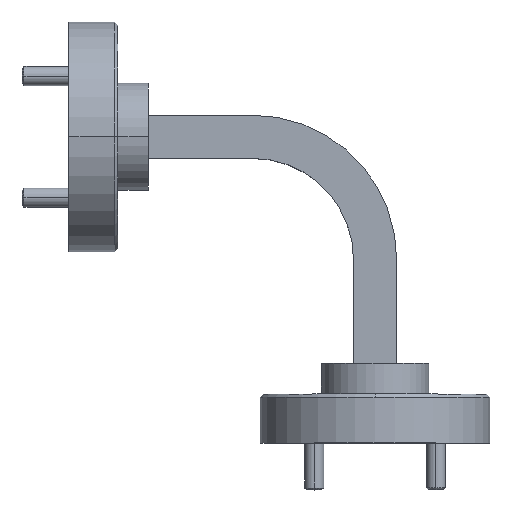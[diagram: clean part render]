
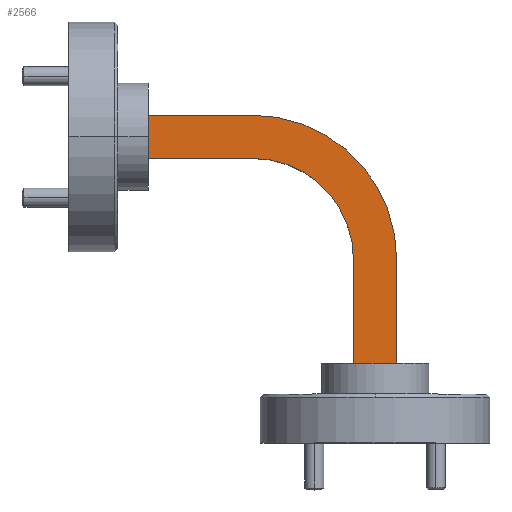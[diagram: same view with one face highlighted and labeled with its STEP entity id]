
A CAD part, top view. The second image highlights one B-rep face of the part: STEP entity #2566.
In plain terms, the highlighted planar face has unit normal (0, 0, 1).
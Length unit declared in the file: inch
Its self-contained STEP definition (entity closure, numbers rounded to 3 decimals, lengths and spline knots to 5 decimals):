
#268 = DIRECTION ( 'NONE',  ( 0., 0., -1. ) ) ;
#359 = EDGE_CURVE ( 'NONE', #4976, #5440, #5170, .T. ) ;
#397 = CARTESIAN_POINT ( 'NONE',  ( -3.49607, 1.20895, 1.45815 ) ) ;
#684 = DIRECTION ( 'NONE',  ( 0., -1., 0. ) ) ;
#914 = CARTESIAN_POINT ( 'NONE',  ( -3.49607, 1.20895, 1.45815 ) ) ;
#1074 = VERTEX_POINT ( 'NONE', #6060 ) ;
#1165 = DIRECTION ( 'NONE',  ( -1., 0., 0. ) ) ;
#1176 = EDGE_CURVE ( 'NONE', #5440, #1074, #4666, .T. ) ;
#1264 = EDGE_CURVE ( 'NONE', #1834, #1074, #4210, .T. ) ;
#1486 = DIRECTION ( 'NONE',  ( 0., 0., 1. ) ) ;
#1502 = AXIS2_PLACEMENT_3D ( 'NONE', #2619, #6611, #1940 ) ;
#1531 = EDGE_CURVE ( 'NONE', #3046, #2950, #6055, .T. ) ;
#1567 = EDGE_LOOP ( 'NONE', ( #2418, #2721, #3047, #6724, #5133, #3026, #3058, #6849 ) ) ;
#1568 = AXIS2_PLACEMENT_3D ( 'NONE', #914, #1486, #4413 ) ;
#1623 = CARTESIAN_POINT ( 'NONE',  ( -3.49607, 1.34995, 1.45815 ) ) ;
#1834 = VERTEX_POINT ( 'NONE', #4704 ) ;
#1940 = DIRECTION ( 'NONE',  ( -1., 0., 0. ) ) ;
#1967 = CARTESIAN_POINT ( 'NONE',  ( -3.49607, 1.34995, 1.45815 ) ) ;
#1981 = CARTESIAN_POINT ( 'NONE',  ( -3.49607, 0.87945, 1.45815 ) ) ;
#1985 = FACE_OUTER_BOUND ( 'NONE', #1567, .T. ) ;
#2042 = VECTOR ( 'NONE', #3352, 39.37008 ) ;
#2418 = ORIENTED_EDGE ( 'NONE', *, *, #1264, .F. ) ;
#2566 = ADVANCED_FACE ( 'NONE', ( #1985 ), #7253, .T. ) ;
#2580 = LINE ( 'NONE', #1967, #5679 ) ;
#2586 = VERTEX_POINT ( 'NONE', #3258 ) ;
#2619 = CARTESIAN_POINT ( 'NONE',  ( -3.49607, 0.87945, 1.45815 ) ) ;
#2655 = CARTESIAN_POINT ( 'NONE',  ( -3.49607, 1.20895, 1.45815 ) ) ;
#2721 = ORIENTED_EDGE ( 'NONE', *, *, #4273, .F. ) ;
#2950 = VERTEX_POINT ( 'NONE', #6874 ) ;
#3026 = ORIENTED_EDGE ( 'NONE', *, *, #5045, .F. ) ;
#3046 = VERTEX_POINT ( 'NONE', #1623 ) ;
#3047 = ORIENTED_EDGE ( 'NONE', *, *, #1531, .F. ) ;
#3058 = ORIENTED_EDGE ( 'NONE', *, *, #359, .T. ) ;
#3258 = CARTESIAN_POINT ( 'NONE',  ( -3.83607, 1.34995, 1.45815 ) ) ;
#3352 = DIRECTION ( 'NONE',  ( 0., 1., 0. ) ) ;
#3547 = VERTEX_POINT ( 'NONE', #4039 ) ;
#3767 = AXIS2_PLACEMENT_3D ( 'NONE', #1981, #268, #5021 ) ;
#3772 = DIRECTION ( 'NONE',  ( -1., 0., 0. ) ) ;
#4039 = CARTESIAN_POINT ( 'NONE',  ( -3.83607, 1.20895, 1.45815 ) ) ;
#4165 = VECTOR ( 'NONE', #5736, 39.37008 ) ;
#4210 = LINE ( 'NONE', #6477, #6001 ) ;
#4273 = EDGE_CURVE ( 'NONE', #2950, #1834, #6763, .T. ) ;
#4400 = LINE ( 'NONE', #2655, #7536 ) ;
#4413 = DIRECTION ( 'NONE',  ( 1., 0., 0. ) ) ;
#4666 = LINE ( 'NONE', #5390, #6484 ) ;
#4704 = CARTESIAN_POINT ( 'NONE',  ( -3.02557, 0.53945, 1.45815 ) ) ;
#4976 = VERTEX_POINT ( 'NONE', #397 ) ;
#5021 = DIRECTION ( 'NONE',  ( -1., 0., 0. ) ) ;
#5045 = EDGE_CURVE ( 'NONE', #4976, #3547, #4400, .T. ) ;
#5133 = ORIENTED_EDGE ( 'NONE', *, *, #7377, .F. ) ;
#5170 = CIRCLE ( 'NONE', #1502, 0.3295 ) ;
#5390 = CARTESIAN_POINT ( 'NONE',  ( -3.16657, 0.87945, 1.45815 ) ) ;
#5440 = VERTEX_POINT ( 'NONE', #6836 ) ;
#5679 = VECTOR ( 'NONE', #5954, 39.37008 ) ;
#5736 = DIRECTION ( 'NONE',  ( 0., -1., 0. ) ) ;
#5954 = DIRECTION ( 'NONE',  ( -1., 0., 0. ) ) ;
#6001 = VECTOR ( 'NONE', #1165, 39.37008 ) ;
#6055 = CIRCLE ( 'NONE', #3767, 0.4705 ) ;
#6056 = CARTESIAN_POINT ( 'NONE',  ( -3.83607, 1.20895, 1.45815 ) ) ;
#6060 = CARTESIAN_POINT ( 'NONE',  ( -3.16657, 0.53945, 1.45815 ) ) ;
#6177 = LINE ( 'NONE', #6056, #2042 ) ;
#6195 = CARTESIAN_POINT ( 'NONE',  ( -3.02557, 0.87945, 1.45815 ) ) ;
#6477 = CARTESIAN_POINT ( 'NONE',  ( -3.49607, 0.53945, 1.45815 ) ) ;
#6484 = VECTOR ( 'NONE', #684, 39.37008 ) ;
#6611 = DIRECTION ( 'NONE',  ( 0., 0., -1. ) ) ;
#6724 = ORIENTED_EDGE ( 'NONE', *, *, #7128, .T. ) ;
#6763 = LINE ( 'NONE', #6195, #4165 ) ;
#6836 = CARTESIAN_POINT ( 'NONE',  ( -3.16657, 0.87945, 1.45815 ) ) ;
#6849 = ORIENTED_EDGE ( 'NONE', *, *, #1176, .T. ) ;
#6874 = CARTESIAN_POINT ( 'NONE',  ( -3.02557, 0.87945, 1.45815 ) ) ;
#7128 = EDGE_CURVE ( 'NONE', #3046, #2586, #2580, .T. ) ;
#7253 = PLANE ( 'NONE',  #1568 ) ;
#7377 = EDGE_CURVE ( 'NONE', #3547, #2586, #6177, .T. ) ;
#7536 = VECTOR ( 'NONE', #3772, 39.37008 ) ;
